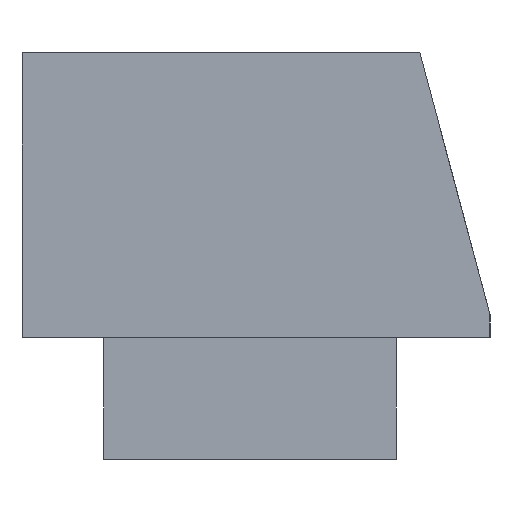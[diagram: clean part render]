
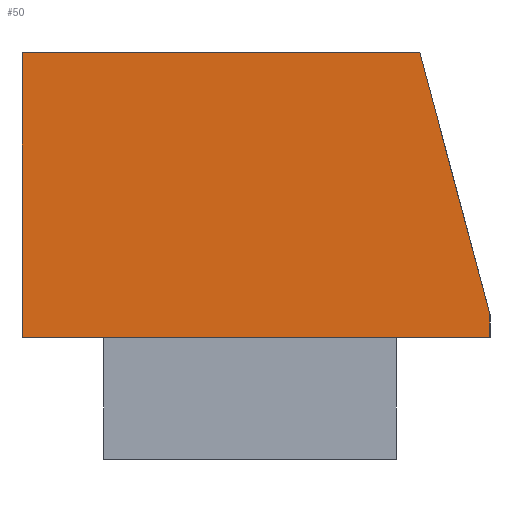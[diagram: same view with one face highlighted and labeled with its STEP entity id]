
A CAD part, left-side view. The second image highlights one B-rep face of the part: STEP entity #50.
In plain terms, the highlighted planar face has unit normal (-1, 0, 0).
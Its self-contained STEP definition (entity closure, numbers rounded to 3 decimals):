
#50 = ADVANCED_FACE( '', ( #111 ), #112, .F. );
#111 = FACE_OUTER_BOUND( '', #191, .T. );
#112 = PLANE( '', #192 );
#191 = EDGE_LOOP( '', ( #283, #284, #285, #286, #287 ) );
#192 = AXIS2_PLACEMENT_3D( '', #288, #289, #290 );
#283 = ORIENTED_EDGE( '', *, *, #425, .T. );
#284 = ORIENTED_EDGE( '', *, *, #426, .F. );
#285 = ORIENTED_EDGE( '', *, *, #427, .T. );
#286 = ORIENTED_EDGE( '', *, *, #418, .T. );
#287 = ORIENTED_EDGE( '', *, *, #428, .F. );
#288 = CARTESIAN_POINT( '', ( -39.95, 19.5, 34.75 ) );
#289 = DIRECTION( '', ( 1., 0., 0. ) );
#290 = DIRECTION( '', ( 0., 0., -1. ) );
#418 = EDGE_CURVE( '', #483, #484, #485, .T. );
#425 = EDGE_CURVE( '', #495, #496, #497, .T. );
#426 = EDGE_CURVE( '', #498, #496, #499, .T. );
#427 = EDGE_CURVE( '', #498, #483, #500, .T. );
#428 = EDGE_CURVE( '', #495, #484, #501, .T. );
#483 = VERTEX_POINT( '', #571 );
#484 = VERTEX_POINT( '', #572 );
#485 = LINE( '', #573, #574 );
#495 = VERTEX_POINT( '', #589 );
#496 = VERTEX_POINT( '', #590 );
#497 = LINE( '', #591, #592 );
#498 = VERTEX_POINT( '', #593 );
#499 = LINE( '', #594, #595 );
#500 = LINE( '', #596, #597 );
#501 = LINE( '', #598, #599 );
#571 = CARTESIAN_POINT( '', ( -39.95, 19.5, 10.4 ) );
#572 = CARTESIAN_POINT( '', ( -39.95, -20.5, 10.4 ) );
#573 = CARTESIAN_POINT( '', ( -39.95, 19.5, 10.4 ) );
#574 = VECTOR( '', #663, 1000. );
#589 = CARTESIAN_POINT( '', ( -39.95, -20.5, 12.358 ) );
#590 = CARTESIAN_POINT( '', ( -39.95, -14.5, 34.75 ) );
#591 = CARTESIAN_POINT( '', ( -39.95, -20.5, 12.358 ) );
#592 = VECTOR( '', #669, 1000. );
#593 = CARTESIAN_POINT( '', ( -39.95, 19.5, 34.75 ) );
#594 = CARTESIAN_POINT( '', ( -39.95, 19.5, 34.75 ) );
#595 = VECTOR( '', #670, 1000. );
#596 = CARTESIAN_POINT( '', ( -39.95, 19.5, 34.75 ) );
#597 = VECTOR( '', #671, 1000. );
#598 = CARTESIAN_POINT( '', ( -39.95, -20.5, 34.75 ) );
#599 = VECTOR( '', #672, 1000. );
#663 = DIRECTION( '', ( 0., -1., 0. ) );
#669 = DIRECTION( '', ( 0., 0.259, 0.966 ) );
#670 = DIRECTION( '', ( 0., -1., 0. ) );
#671 = DIRECTION( '', ( 0., 0., -1. ) );
#672 = DIRECTION( '', ( 0., 0., -1. ) );
